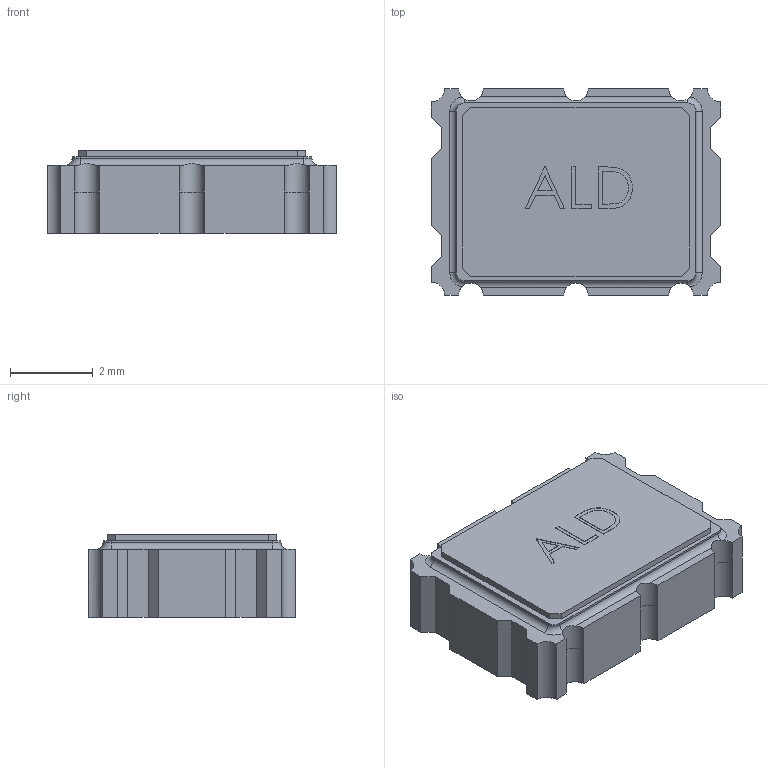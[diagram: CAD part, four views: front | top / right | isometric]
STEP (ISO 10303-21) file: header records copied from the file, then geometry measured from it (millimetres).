
FILE_DESCRIPTION(('FreeCAD Model'),'2;1');
FILE_NAME('ALD.step','2018-07-27T18:23:48',( 'kicad StepUp'),('ksu MCAD'),'Open CASCADE STEP processor 7.2', 'FreeCAD','Unknown');
FILE_SCHEMA(('AUTOMOTIVE_DESIGN { 1 0 10303 214 1 1 1 1 }'));
Length unit declared in the file: millimetre
Products named in the file (1): ALD
Bounding box: 7 x 5 x 2 mm (x, y, z)
Volume: 63 mm3; surface area: 115.3 mm2
Topology: 1 solids, 1 shells, 135 faces, 373 edges, 246 vertices
Faces by surface type: plane 100, cylinder 24, bspline 7, torus 4
Entity records: 5646 total; most frequent: CARTESIAN_POINT 1252, ORIENTED_EDGE 746, DIRECTION 663, EDGE_CURVE 373, LINE 293, VECTOR 293, VERTEX_POINT 246, AXIS2_PLACEMENT_3D 185
